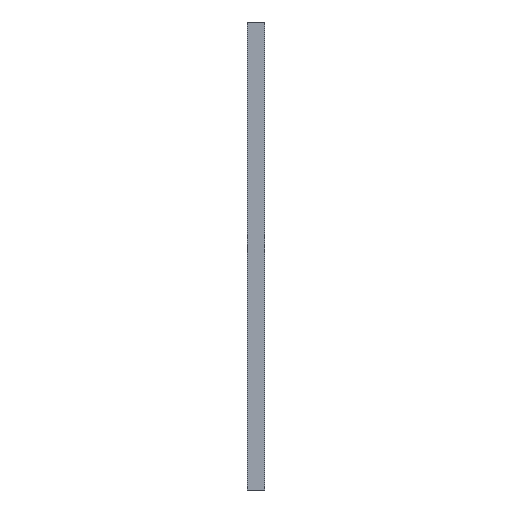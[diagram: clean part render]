
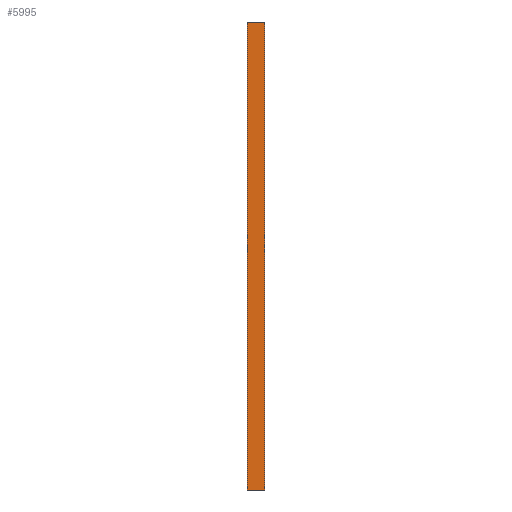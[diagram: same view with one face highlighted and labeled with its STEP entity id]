
A CAD part, left-side view. The second image highlights one B-rep face of the part: STEP entity #5995.
In plain terms, the highlighted planar face has unit normal (-1, 0, 0).
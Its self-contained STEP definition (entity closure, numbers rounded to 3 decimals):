
#1187=FACE_OUTER_BOUND('',#1585,.T.);
#1585=EDGE_LOOP('',(#5009,#5010,#5011,#5012));
#2151=LINE('',#10468,#2535);
#2152=LINE('',#10471,#2536);
#2153=LINE('',#10473,#2537);
#2154=LINE('',#10474,#2538);
#2535=VECTOR('',#8767,10.);
#2536=VECTOR('',#8770,10.);
#2537=VECTOR('',#8771,10.);
#2538=VECTOR('',#8772,10.);
#3057=VERTEX_POINT('',#10464);
#3058=VERTEX_POINT('',#10466);
#3059=VERTEX_POINT('',#10470);
#3060=VERTEX_POINT('',#10472);
#3835=EDGE_CURVE('',#3057,#3058,#2151,.T.);
#3836=EDGE_CURVE('',#3057,#3059,#2152,.T.);
#3837=EDGE_CURVE('',#3060,#3058,#2153,.T.);
#3838=EDGE_CURVE('',#3059,#3060,#2154,.T.);
#5009=ORIENTED_EDGE('',*,*,#3836,.F.);
#5010=ORIENTED_EDGE('',*,*,#3835,.T.);
#5011=ORIENTED_EDGE('',*,*,#3837,.F.);
#5012=ORIENTED_EDGE('',*,*,#3838,.F.);
#5597=PLANE('',#6803);
#5995=ADVANCED_FACE('',(#1187),#5597,.T.);
#6803=AXIS2_PLACEMENT_3D('',#10469,#8768,#8769);
#8767=DIRECTION('',(0.,1.,0.));
#8768=DIRECTION('center_axis',(-1.,0.,0.));
#8769=DIRECTION('ref_axis',(0.,0.,1.));
#8770=DIRECTION('',(0.,0.,-1.));
#8771=DIRECTION('',(0.,0.,1.));
#8772=DIRECTION('',(0.,1.,0.));
#10464=CARTESIAN_POINT('',(-184.8,0.,0.));
#10466=CARTESIAN_POINT('',(-184.8,2.53,0.));
#10468=CARTESIAN_POINT('',(-184.8,0.,0.));
#10469=CARTESIAN_POINT('Origin',(-184.8,0.,-67.));
#10470=CARTESIAN_POINT('',(-184.8,0.,-67.));
#10471=CARTESIAN_POINT('',(-184.8,0.,0.));
#10472=CARTESIAN_POINT('',(-184.8,2.53,-67.));
#10473=CARTESIAN_POINT('',(-184.8,2.53,0.));
#10474=CARTESIAN_POINT('',(-184.8,0.,-67.));
